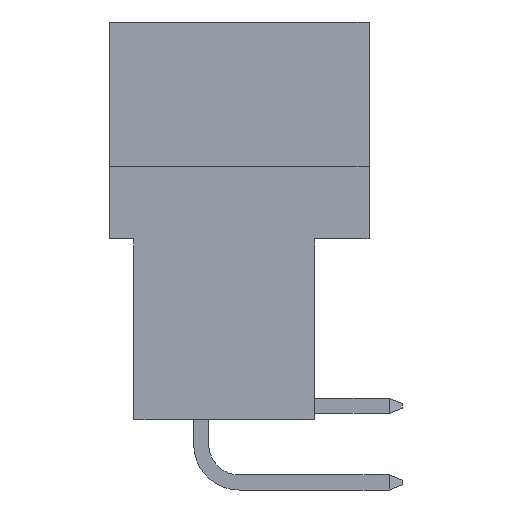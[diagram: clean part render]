
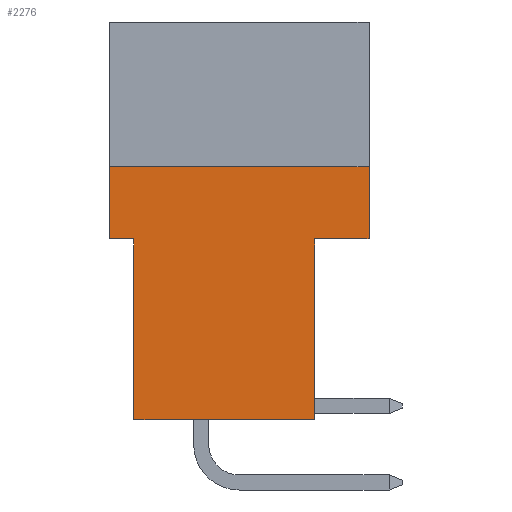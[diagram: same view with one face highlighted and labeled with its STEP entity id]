
A CAD part, left-side view. The second image highlights one B-rep face of the part: STEP entity #2276.
In plain terms, the highlighted planar face has unit normal (-1, 0, 0).
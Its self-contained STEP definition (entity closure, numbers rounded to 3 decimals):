
#98 = LINE ( 'NONE', #2601, #3782 ) ;
#108 = ORIENTED_EDGE ( 'NONE', *, *, #6846, .F. ) ;
#680 = ORIENTED_EDGE ( 'NONE', *, *, #5737, .F. ) ;
#752 = DIRECTION ( 'NONE',  ( 0., 0., 1. ) ) ;
#887 = ORIENTED_EDGE ( 'NONE', *, *, #1488, .F. ) ;
#898 = VERTEX_POINT ( 'NONE', #4770 ) ;
#905 = EDGE_CURVE ( 'NONE', #5790, #3242, #5901, .T. ) ;
#999 = LINE ( 'NONE', #3436, #5003 ) ;
#1364 = DIRECTION ( 'NONE',  ( 0., -1., 0. ) ) ;
#1421 = DIRECTION ( 'NONE',  ( 0., 1., 0. ) ) ;
#1488 = EDGE_CURVE ( 'NONE', #6757, #1919, #3615, .T. ) ;
#1666 = DIRECTION ( 'NONE',  ( 0., 0., 1. ) ) ;
#1919 = VERTEX_POINT ( 'NONE', #5358 ) ;
#2276 = ADVANCED_FACE ( 'NONE', ( #4100 ), #2868, .T. ) ;
#2279 = CARTESIAN_POINT ( 'NONE',  ( -27., -2.5, -7.2 ) ) ;
#2302 = CARTESIAN_POINT ( 'NONE',  ( -27., -4.3, -13.2 ) ) ;
#2358 = DIRECTION ( 'NONE',  ( 0., 0., -1. ) ) ;
#2601 = CARTESIAN_POINT ( 'NONE',  ( -27., 4.3, -13.2 ) ) ;
#2736 = LINE ( 'NONE', #6890, #2837 ) ;
#2837 = VECTOR ( 'NONE', #1421, 1000. ) ;
#2868 = PLANE ( 'NONE',  #6741 ) ;
#2966 = VECTOR ( 'NONE', #5168, 1000. ) ;
#3039 = ORIENTED_EDGE ( 'NONE', *, *, #3600, .F. ) ;
#3069 = VERTEX_POINT ( 'NONE', #5069 ) ;
#3242 = VERTEX_POINT ( 'NONE', #7618 ) ;
#3271 = CARTESIAN_POINT ( 'NONE',  ( -27., 4.3, -13.2 ) ) ;
#3436 = CARTESIAN_POINT ( 'NONE',  ( -27., 4.3, -7.2 ) ) ;
#3458 = ORIENTED_EDGE ( 'NONE', *, *, #4376, .T. ) ;
#3503 = VECTOR ( 'NONE', #6138, 1000. ) ;
#3553 = EDGE_LOOP ( 'NONE', ( #887, #680, #5183, #108, #3039, #3687, #6667, #3458 ) ) ;
#3600 = EDGE_CURVE ( 'NONE', #6843, #3069, #6224, .T. ) ;
#3615 = LINE ( 'NONE', #4383, #3503 ) ;
#3687 = ORIENTED_EDGE ( 'NONE', *, *, #6702, .F. ) ;
#3782 = VECTOR ( 'NONE', #1364, 1000. ) ;
#4100 = FACE_OUTER_BOUND ( 'NONE', #3553, .T. ) ;
#4181 = DIRECTION ( 'NONE',  ( -1., 0., 0. ) ) ;
#4376 = EDGE_CURVE ( 'NONE', #898, #1919, #98, .T. ) ;
#4383 = CARTESIAN_POINT ( 'NONE',  ( -27., -2.5, -7.2 ) ) ;
#4701 = LINE ( 'NONE', #6587, #5013 ) ;
#4770 = CARTESIAN_POINT ( 'NONE',  ( -27., 3.5, -13.2 ) ) ;
#5003 = VECTOR ( 'NONE', #5397, 1000. ) ;
#5013 = VECTOR ( 'NONE', #2358, 1000. ) ;
#5043 = VECTOR ( 'NONE', #752, 1000. ) ;
#5069 = CARTESIAN_POINT ( 'NONE',  ( -27., 4.3, -4.8 ) ) ;
#5168 = DIRECTION ( 'NONE',  ( 0., -1., 0. ) ) ;
#5183 = ORIENTED_EDGE ( 'NONE', *, *, #905, .T. ) ;
#5296 = DIRECTION ( 'NONE',  ( 0., 0., 1. ) ) ;
#5358 = CARTESIAN_POINT ( 'NONE',  ( -27., -2.5, -13.2 ) ) ;
#5397 = DIRECTION ( 'NONE',  ( 0., 1., 0. ) ) ;
#5596 = CARTESIAN_POINT ( 'NONE',  ( -27., 3.5, -7.2 ) ) ;
#5737 = EDGE_CURVE ( 'NONE', #5790, #6757, #2736, .T. ) ;
#5790 = VERTEX_POINT ( 'NONE', #7572 ) ;
#5901 = LINE ( 'NONE', #2302, #5914 ) ;
#5914 = VECTOR ( 'NONE', #5296, 1000. ) ;
#6067 = CARTESIAN_POINT ( 'NONE',  ( -27., 4.3, -13.2 ) ) ;
#6138 = DIRECTION ( 'NONE',  ( 0., 0., -1. ) ) ;
#6224 = LINE ( 'NONE', #3271, #5043 ) ;
#6332 = LINE ( 'NONE', #7527, #2966 ) ;
#6366 = EDGE_CURVE ( 'NONE', #7159, #898, #4701, .T. ) ;
#6440 = CARTESIAN_POINT ( 'NONE',  ( -27., 4.3, -7.2 ) ) ;
#6587 = CARTESIAN_POINT ( 'NONE',  ( -27., 3.5, -7.2 ) ) ;
#6667 = ORIENTED_EDGE ( 'NONE', *, *, #6366, .T. ) ;
#6702 = EDGE_CURVE ( 'NONE', #7159, #6843, #999, .T. ) ;
#6741 = AXIS2_PLACEMENT_3D ( 'NONE', #6067, #4181, #1666 ) ;
#6757 = VERTEX_POINT ( 'NONE', #2279 ) ;
#6843 = VERTEX_POINT ( 'NONE', #6440 ) ;
#6846 = EDGE_CURVE ( 'NONE', #3069, #3242, #6332, .T. ) ;
#6890 = CARTESIAN_POINT ( 'NONE',  ( -27., -2.5, -7.2 ) ) ;
#7159 = VERTEX_POINT ( 'NONE', #5596 ) ;
#7527 = CARTESIAN_POINT ( 'NONE',  ( -27., 4.3, -4.8 ) ) ;
#7572 = CARTESIAN_POINT ( 'NONE',  ( -27., -4.3, -7.2 ) ) ;
#7618 = CARTESIAN_POINT ( 'NONE',  ( -27., -4.3, -4.8 ) ) ;
